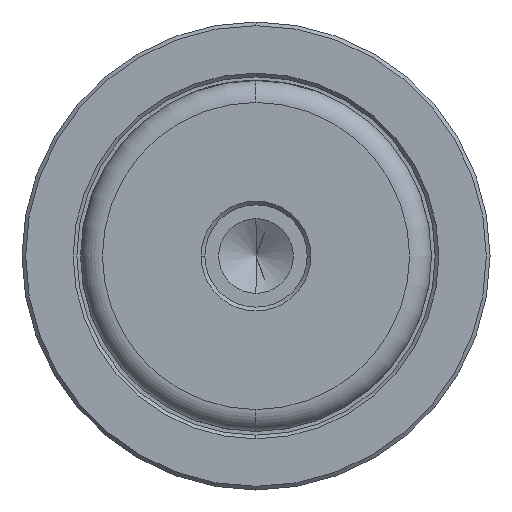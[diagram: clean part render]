
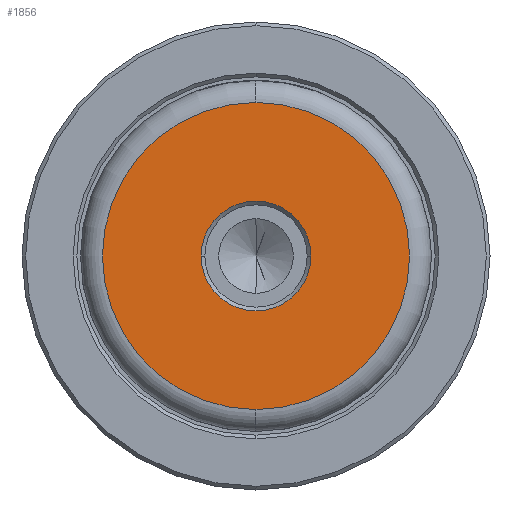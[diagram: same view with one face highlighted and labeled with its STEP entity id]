
A CAD part, left-side view. The second image highlights one B-rep face of the part: STEP entity #1856.
In plain terms, the highlighted planar face has unit normal (-1, 0, 0).
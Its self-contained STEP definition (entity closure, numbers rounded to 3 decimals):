
#39 = EDGE_LOOP ( 'NONE', ( #2233, #1959 ) ) ;
#104 = DIRECTION ( 'NONE',  ( 0., 0., 1. ) ) ;
#145 = DIRECTION ( 'NONE',  ( -1., 0., 0. ) ) ;
#227 = CARTESIAN_POINT ( 'NONE',  ( 0., 0., 0. ) ) ;
#293 = VERTEX_POINT ( 'NONE', #600 ) ;
#336 = EDGE_CURVE ( 'NONE', #293, #2418, #454, .T. ) ;
#416 = DIRECTION ( 'NONE',  ( 0., 0., 1. ) ) ;
#424 = AXIS2_PLACEMENT_3D ( 'NONE', #1274, #145, #1475 ) ;
#435 = EDGE_LOOP ( 'NONE', ( #1034, #524 ) ) ;
#454 = CIRCLE ( 'NONE', #1186, 20.997 ) ;
#524 = ORIENTED_EDGE ( 'NONE', *, *, #865, .T. ) ;
#570 = FACE_BOUND ( 'NONE', #435, .T. ) ;
#600 = CARTESIAN_POINT ( 'NONE',  ( 0., 0., -20.997 ) ) ;
#730 = AXIS2_PLACEMENT_3D ( 'NONE', #227, #1561, #416 ) ;
#824 = AXIS2_PLACEMENT_3D ( 'NONE', #2391, #1238, #104 ) ;
#865 = EDGE_CURVE ( 'NONE', #1505, #1635, #879, .T. ) ;
#879 = CIRCLE ( 'NONE', #824, 7.5 ) ;
#934 = PLANE ( 'NONE',  #2421 ) ;
#985 = DIRECTION ( 'NONE',  ( -1., 0., 0. ) ) ;
#1034 = ORIENTED_EDGE ( 'NONE', *, *, #2373, .T. ) ;
#1133 = DIRECTION ( 'NONE',  ( -1., 0., 0. ) ) ;
#1162 = CIRCLE ( 'NONE', #730, 7.5 ) ;
#1186 = AXIS2_PLACEMENT_3D ( 'NONE', #2148, #985, #2325 ) ;
#1238 = DIRECTION ( 'NONE',  ( 1., 0., 0. ) ) ;
#1249 = CARTESIAN_POINT ( 'NONE',  ( 0., -7.5, 0. ) ) ;
#1274 = CARTESIAN_POINT ( 'NONE',  ( 0., 0., 0. ) ) ;
#1362 = CARTESIAN_POINT ( 'NONE',  ( 0., 0., 20.997 ) ) ;
#1377 = EDGE_CURVE ( 'NONE', #2418, #293, #1958, .T. ) ;
#1475 = DIRECTION ( 'NONE',  ( 0., 0., 1. ) ) ;
#1505 = VERTEX_POINT ( 'NONE', #2020 ) ;
#1561 = DIRECTION ( 'NONE',  ( 1., 0., 0. ) ) ;
#1635 = VERTEX_POINT ( 'NONE', #1249 ) ;
#1856 = ADVANCED_FACE ( 'NONE', ( #570, #2110 ), #934, .T. ) ;
#1958 = CIRCLE ( 'NONE', #424, 20.997 ) ;
#1959 = ORIENTED_EDGE ( 'NONE', *, *, #336, .T. ) ;
#2020 = CARTESIAN_POINT ( 'NONE',  ( 0., 7.5, 0. ) ) ;
#2110 = FACE_OUTER_BOUND ( 'NONE', #39, .T. ) ;
#2148 = CARTESIAN_POINT ( 'NONE',  ( 0., 0., 0. ) ) ;
#2233 = ORIENTED_EDGE ( 'NONE', *, *, #1377, .T. ) ;
#2276 = CARTESIAN_POINT ( 'NONE',  ( 0., 0., 0. ) ) ;
#2325 = DIRECTION ( 'NONE',  ( 0., 0., 1. ) ) ;
#2373 = EDGE_CURVE ( 'NONE', #1635, #1505, #1162, .T. ) ;
#2391 = CARTESIAN_POINT ( 'NONE',  ( 0., 0., 0. ) ) ;
#2418 = VERTEX_POINT ( 'NONE', #1362 ) ;
#2421 = AXIS2_PLACEMENT_3D ( 'NONE', #2276, #1133, #2471 ) ;
#2471 = DIRECTION ( 'NONE',  ( 0., 0., 1. ) ) ;
